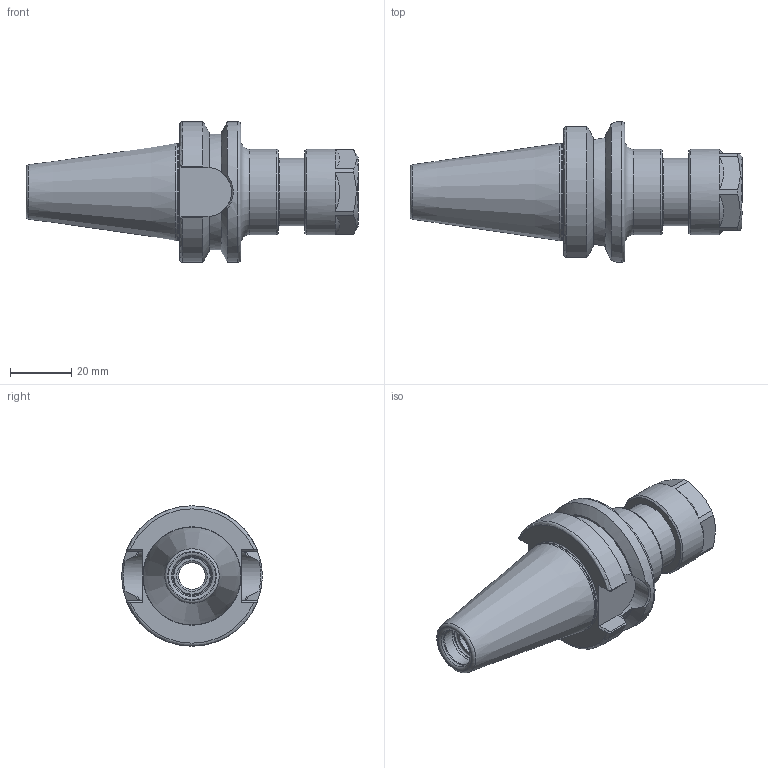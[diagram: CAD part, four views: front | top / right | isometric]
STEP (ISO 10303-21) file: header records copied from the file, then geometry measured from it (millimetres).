
FILE_DESCRIPTION(/* description */ (''),/* implementation_level */ '2;1');
FILE_NAME(/* name */ 'BT30-ER16H-060.stp',/* time_stamp */ '2019-06-11T16:07:10-05:00',/* author */ ('ldfli'),/* organization */ (''),/* preprocessor_version */ 'ST-DEVELOPER v18',/* originating_system */ 'Autodesk Inventor LT',/* authorisation */ '');
FILE_SCHEMA (('AUTOMOTIVE_DESIGN { 1 0 10303 214 3 1 1 }'));
Length unit declared in the file: millimetre
Products named in the file (1): BT30-ER16H-060
Bounding box: 108.8 x 46 x 46 mm (x, y, z)
Volume: 62490.8 mm3; surface area: 18720.3 mm2
Topology: 2 solids, 2 shells, 114 faces, 337 edges, 236 vertices
Faces by surface type: plane 43, cone 24, cylinder 21, torus 16, bspline 10
Full cylindrical faces by diameter (mm): 9.728 x1, 10.106 x1, 11.21 x1, 12.5 x1, 12.552 x1, 13.1 x1, 14.64 x1, 18.5 x1, 20.5 x1, 22 x1, 23.56 x1, 28 x2, 31.496 x1, 46 x1
Entity records: 4435 total; most frequent: CARTESIAN_POINT 1311, ORIENTED_EDGE 674, DIRECTION 659, EDGE_CURVE 337, AXIS2_PLACEMENT_3D 281, VERTEX_POINT 236, CIRCLE 176, EDGE_LOOP 127
